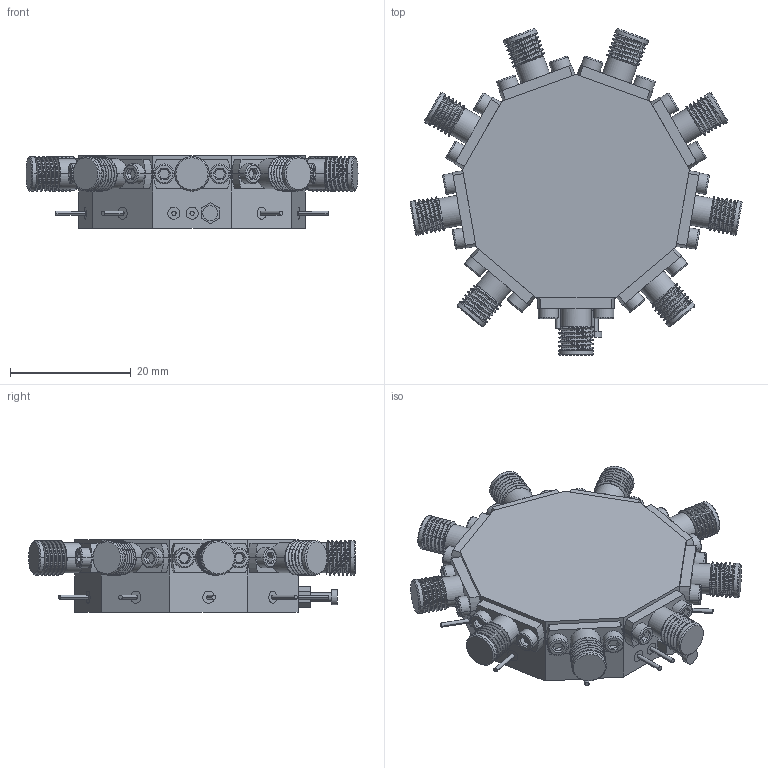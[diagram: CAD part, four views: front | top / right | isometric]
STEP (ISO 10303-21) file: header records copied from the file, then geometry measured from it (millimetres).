
FILE_DESCRIPTION (( 'STEP AP214' ), '1' );
FILE_NAME ('K8-AC-Z2, CTRLD.STEP', '2023-02-14T18:41:12', ( '' ), ( '' ), 'SwSTEP 2.0', 'SolidWorks 2021', '' );
FILE_SCHEMA (( 'AUTOMOTIVE_DESIGN' ));
Length unit declared in the file: millimetre
Products named in the file (1): K8-AC-Z2, CTRLD
Bounding box: 54.89 x 54.06 x 12 mm (x, y, z)
Volume: 15507.8 mm3; surface area: 8354.7 mm2
Topology: 15 solids, 15 shells, 1903 faces, 4229 edges, 2443 vertices
Faces by surface type: bspline 990, plane 471, cylinder 342, cone 60, torus 40
Entity records: 52934 total; most frequent: CARTESIAN_POINT 20738, ORIENTED_EDGE 8458, EDGE_CURVE 4229, DIRECTION 4205, VERTEX_POINT 2443, EDGE_LOOP 1992, ADVANCED_FACE 1903, FACE_OUTER_BOUND 1903
